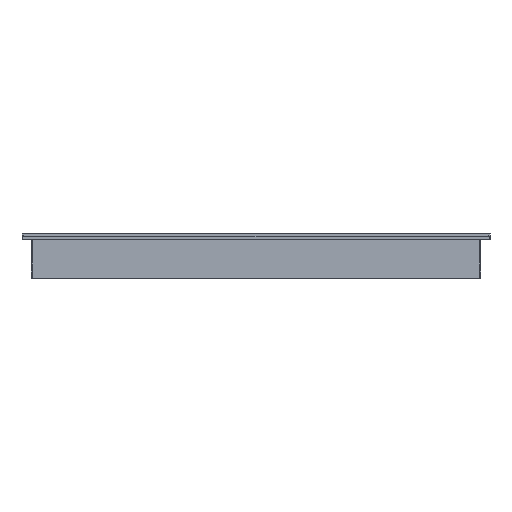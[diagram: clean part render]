
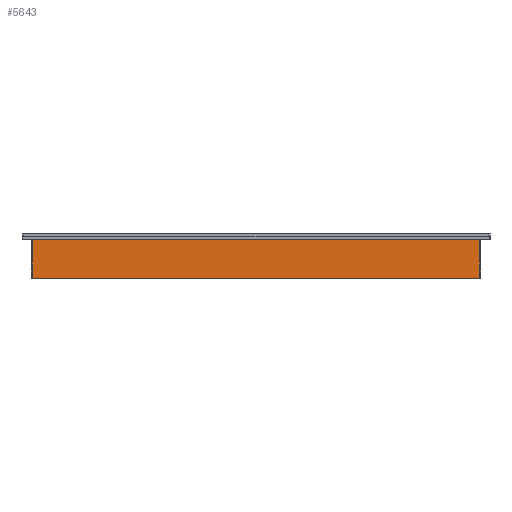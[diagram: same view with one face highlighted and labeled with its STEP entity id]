
A CAD part, front view. The second image highlights one B-rep face of the part: STEP entity #5643.
In plain terms, the highlighted planar face has unit normal (0, -1, 0).
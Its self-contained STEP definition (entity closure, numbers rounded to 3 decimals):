
#50 = DIRECTION ( 'NONE',  ( 0., 0., 1. ) ) ;
#107 = CARTESIAN_POINT ( 'NONE',  ( 265., -265., -47.5 ) ) ;
#319 = LINE ( 'NONE', #5271, #956 ) ;
#750 = VECTOR ( 'NONE', #2823, 1000. ) ;
#831 = CARTESIAN_POINT ( 'NONE',  ( -265., -265., -47.5 ) ) ;
#956 = VECTOR ( 'NONE', #5243, 1000. ) ;
#1051 = LINE ( 'NONE', #3795, #750 ) ;
#1171 = ORIENTED_EDGE ( 'NONE', *, *, #4813, .T. ) ;
#1241 = DIRECTION ( 'NONE',  ( 1., 0., 0. ) ) ;
#1304 = CARTESIAN_POINT ( 'NONE',  ( 265., -265., 0. ) ) ;
#1437 = ORIENTED_EDGE ( 'NONE', *, *, #2674, .T. ) ;
#1497 = VERTEX_POINT ( 'NONE', #1304 ) ;
#1694 = VERTEX_POINT ( 'NONE', #3616 ) ;
#1851 = DIRECTION ( 'NONE',  ( 1., 0., 0. ) ) ;
#2107 = LINE ( 'NONE', #831, #4631 ) ;
#2371 = CARTESIAN_POINT ( 'NONE',  ( -265., -265., -47.5 ) ) ;
#2485 = ORIENTED_EDGE ( 'NONE', *, *, #4699, .F. ) ;
#2614 = ORIENTED_EDGE ( 'NONE', *, *, #3589, .F. ) ;
#2674 = EDGE_CURVE ( 'NONE', #4320, #1694, #2107, .T. ) ;
#2724 = PLANE ( 'NONE',  #3380 ) ;
#2810 = FACE_OUTER_BOUND ( 'NONE', #5626, .T. ) ;
#2823 = DIRECTION ( 'NONE',  ( 1., 0., 0. ) ) ;
#3143 = VERTEX_POINT ( 'NONE', #3562 ) ;
#3169 = DIRECTION ( 'NONE',  ( 0., -1., 0. ) ) ;
#3299 = CARTESIAN_POINT ( 'NONE',  ( -265., -265., -47.5 ) ) ;
#3380 = AXIS2_PLACEMENT_3D ( 'NONE', #2371, #3169, #1851 ) ;
#3562 = CARTESIAN_POINT ( 'NONE',  ( -265., -265., 0. ) ) ;
#3589 = EDGE_CURVE ( 'NONE', #3143, #1497, #1051, .T. ) ;
#3616 = CARTESIAN_POINT ( 'NONE',  ( 265., -265., -47.5 ) ) ;
#3795 = CARTESIAN_POINT ( 'NONE',  ( 265., -265., 0. ) ) ;
#4008 = LINE ( 'NONE', #107, #4117 ) ;
#4117 = VECTOR ( 'NONE', #50, 1000. ) ;
#4320 = VERTEX_POINT ( 'NONE', #3299 ) ;
#4631 = VECTOR ( 'NONE', #1241, 1000. ) ;
#4699 = EDGE_CURVE ( 'NONE', #4320, #3143, #319, .T. ) ;
#4813 = EDGE_CURVE ( 'NONE', #1694, #1497, #4008, .T. ) ;
#5243 = DIRECTION ( 'NONE',  ( 0., 0., 1. ) ) ;
#5271 = CARTESIAN_POINT ( 'NONE',  ( -265., -265., -47.5 ) ) ;
#5626 = EDGE_LOOP ( 'NONE', ( #1171, #2614, #2485, #1437 ) ) ;
#5643 = ADVANCED_FACE ( 'NONE', ( #2810 ), #2724, .T. ) ;
